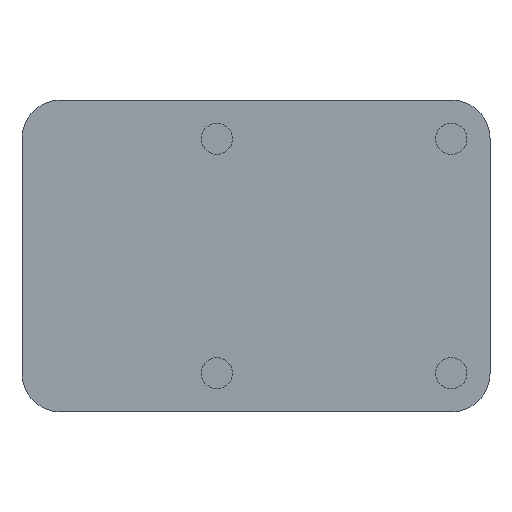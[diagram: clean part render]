
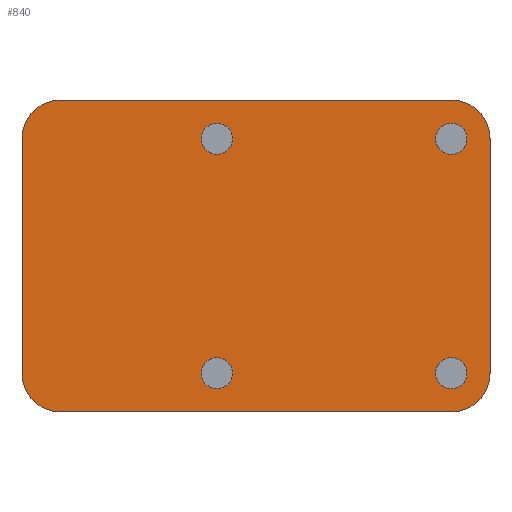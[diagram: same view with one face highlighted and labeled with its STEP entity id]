
A CAD part, front view. The second image highlights one B-rep face of the part: STEP entity #840.
In plain terms, the highlighted planar face has unit normal (0, -1, 0).
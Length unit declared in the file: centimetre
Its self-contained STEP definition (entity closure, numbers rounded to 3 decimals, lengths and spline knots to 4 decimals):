
#31=LINE('',#1405,#71);
#33=LINE('',#1412,#73);
#37=LINE('',#1423,#77);
#41=LINE('',#1434,#81);
#71=VECTOR('',#1052,3.01);
#73=VECTOR('',#1058,5.01);
#77=VECTOR('',#1066,3.01);
#81=VECTOR('',#1074,5.01);
#106=PLANE('',#921);
#135=FACE_BOUND('',#238,.T.);
#136=FACE_BOUND('',#239,.T.);
#137=FACE_BOUND('',#240,.T.);
#138=FACE_BOUND('',#241,.T.);
#174=FACE_OUTER_BOUND('',#237,.T.);
#237=EDGE_LOOP('',(#617,#618,#619,#620,#621,#622,#623,#624));
#238=EDGE_LOOP('',(#625));
#239=EDGE_LOOP('',(#626));
#240=EDGE_LOOP('',(#627));
#241=EDGE_LOOP('',(#628));
#327=CIRCLE('',#922,0.49);
#328=CIRCLE('',#923,0.49);
#329=CIRCLE('',#924,0.49);
#330=CIRCLE('',#925,0.49);
#331=CIRCLE('',#926,0.2);
#332=CIRCLE('',#927,0.2);
#333=CIRCLE('',#928,0.2);
#334=CIRCLE('',#929,0.2);
#395=VERTEX_POINT('',#1402);
#396=VERTEX_POINT('',#1404);
#398=VERTEX_POINT('',#1410);
#399=VERTEX_POINT('',#1411);
#403=VERTEX_POINT('',#1421);
#404=VERTEX_POINT('',#1422);
#408=VERTEX_POINT('',#1432);
#409=VERTEX_POINT('',#1433);
#413=VERTEX_POINT('',#1456);
#414=VERTEX_POINT('',#1458);
#415=VERTEX_POINT('',#1460);
#416=VERTEX_POINT('',#1462);
#477=EDGE_CURVE('',#395,#396,#31,.T.);
#480=EDGE_CURVE('',#398,#399,#33,.T.);
#485=EDGE_CURVE('',#403,#404,#37,.T.);
#490=EDGE_CURVE('',#408,#409,#41,.T.);
#503=EDGE_CURVE('',#395,#409,#327,.T.);
#504=EDGE_CURVE('',#408,#404,#328,.T.);
#505=EDGE_CURVE('',#403,#399,#329,.T.);
#506=EDGE_CURVE('',#398,#396,#330,.T.);
#507=EDGE_CURVE('',#413,#413,#331,.T.);
#508=EDGE_CURVE('',#414,#414,#332,.T.);
#509=EDGE_CURVE('',#415,#415,#333,.T.);
#510=EDGE_CURVE('',#416,#416,#334,.T.);
#617=ORIENTED_EDGE('',*,*,#477,.F.);
#618=ORIENTED_EDGE('',*,*,#503,.T.);
#619=ORIENTED_EDGE('',*,*,#490,.F.);
#620=ORIENTED_EDGE('',*,*,#504,.T.);
#621=ORIENTED_EDGE('',*,*,#485,.F.);
#622=ORIENTED_EDGE('',*,*,#505,.T.);
#623=ORIENTED_EDGE('',*,*,#480,.F.);
#624=ORIENTED_EDGE('',*,*,#506,.T.);
#625=ORIENTED_EDGE('',*,*,#507,.F.);
#626=ORIENTED_EDGE('',*,*,#508,.F.);
#627=ORIENTED_EDGE('',*,*,#509,.F.);
#628=ORIENTED_EDGE('',*,*,#510,.F.);
#840=ADVANCED_FACE('',(#174,#135,#136,#137,#138),#106,.T.);
#921=AXIS2_PLACEMENT_3D('',#1451,#1098,#1099);
#922=AXIS2_PLACEMENT_3D('',#1452,#1100,#1101);
#923=AXIS2_PLACEMENT_3D('',#1453,#1102,#1103);
#924=AXIS2_PLACEMENT_3D('',#1454,#1104,#1105);
#925=AXIS2_PLACEMENT_3D('',#1455,#1106,#1107);
#926=AXIS2_PLACEMENT_3D('',#1457,#1108,#1109);
#927=AXIS2_PLACEMENT_3D('',#1459,#1110,#1111);
#928=AXIS2_PLACEMENT_3D('',#1461,#1112,#1113);
#929=AXIS2_PLACEMENT_3D('',#1463,#1114,#1115);
#1052=DIRECTION('',(0.,0.,1.));
#1058=DIRECTION('',(1.,0.,0.));
#1066=DIRECTION('',(0.,0.,-1.));
#1074=DIRECTION('',(-1.,0.,0.));
#1098=DIRECTION('center_axis',(0.,-1.,0.));
#1099=DIRECTION('ref_axis',(0.,0.,-1.));
#1100=DIRECTION('center_axis',(0.,-1.,0.));
#1101=DIRECTION('ref_axis',(0.,0.,-1.));
#1102=DIRECTION('center_axis',(0.,-1.,0.));
#1103=DIRECTION('ref_axis',(0.,0.,-1.));
#1104=DIRECTION('center_axis',(0.,-1.,0.));
#1105=DIRECTION('ref_axis',(0.,0.,-1.));
#1106=DIRECTION('center_axis',(0.,-1.,0.));
#1107=DIRECTION('ref_axis',(0.,0.,-1.));
#1108=DIRECTION('center_axis',(0.,-1.,0.));
#1109=DIRECTION('ref_axis',(0.,0.,1.));
#1110=DIRECTION('center_axis',(0.,-1.,0.));
#1111=DIRECTION('ref_axis',(0.,0.,-1.));
#1112=DIRECTION('center_axis',(0.,-1.,0.));
#1113=DIRECTION('ref_axis',(0.,0.,1.));
#1114=DIRECTION('center_axis',(0.,-1.,0.));
#1115=DIRECTION('ref_axis',(0.,0.,-1.));
#1402=CARTESIAN_POINT('',(0.,0.,-3.5));
#1404=CARTESIAN_POINT('',(0.,0.,-0.49));
#1405=CARTESIAN_POINT('',(0.,0.,-3.5));
#1410=CARTESIAN_POINT('',(0.49,0.,0.));
#1411=CARTESIAN_POINT('',(5.5,0.,0.));
#1412=CARTESIAN_POINT('',(0.49,0.,0.));
#1421=CARTESIAN_POINT('',(5.99,0.,-0.49));
#1422=CARTESIAN_POINT('',(5.99,0.,-3.5));
#1423=CARTESIAN_POINT('',(5.99,0.,-0.49));
#1432=CARTESIAN_POINT('',(5.5,0.,-3.99));
#1433=CARTESIAN_POINT('',(0.49,0.,-3.99));
#1434=CARTESIAN_POINT('',(5.5,0.,-3.99));
#1451=CARTESIAN_POINT('Origin',(0.,0.,0.));
#1452=CARTESIAN_POINT('Origin',(0.49,0.,-3.5));
#1453=CARTESIAN_POINT('Origin',(5.5,0.,-3.5));
#1454=CARTESIAN_POINT('Origin',(5.5,0.,-0.49));
#1455=CARTESIAN_POINT('Origin',(0.49,0.,-0.49));
#1456=CARTESIAN_POINT('',(2.495,0.,-3.295));
#1457=CARTESIAN_POINT('Origin',(2.495,0.,-3.495));
#1458=CARTESIAN_POINT('',(2.495,0.,-0.695));
#1459=CARTESIAN_POINT('Origin',(2.495,0.,-0.495));
#1460=CARTESIAN_POINT('',(5.495,0.,-3.295));
#1461=CARTESIAN_POINT('Origin',(5.495,0.,-3.495));
#1462=CARTESIAN_POINT('',(5.495,0.,-0.695));
#1463=CARTESIAN_POINT('Origin',(5.495,0.,-0.495));
